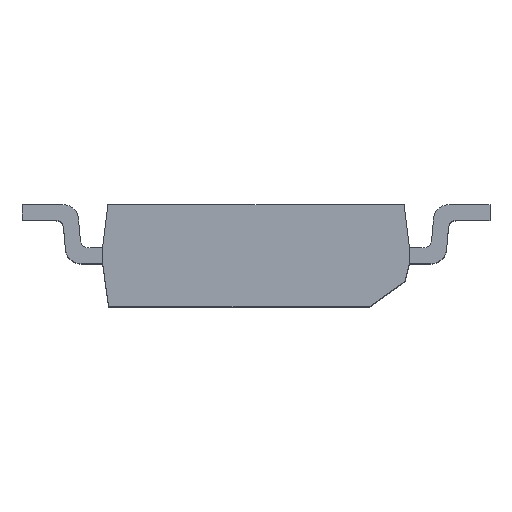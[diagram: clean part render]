
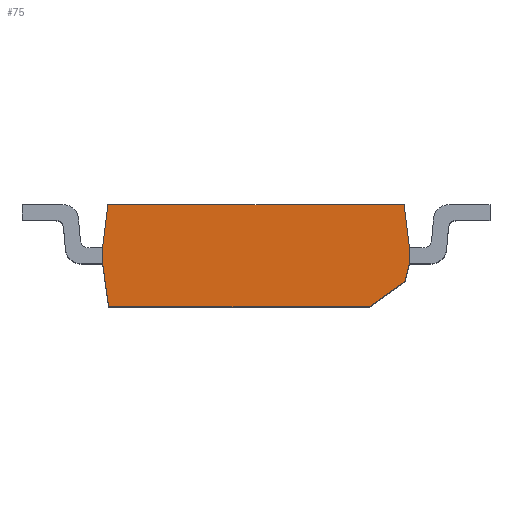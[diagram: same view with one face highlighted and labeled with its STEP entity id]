
A CAD part, top view. The second image highlights one B-rep face of the part: STEP entity #75.
In plain terms, the highlighted planar face has unit normal (0, 0, 1).
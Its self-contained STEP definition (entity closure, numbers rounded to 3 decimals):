
#75=ADVANCED_FACE('',(#3218),#3220,.T.);
#3218=FACE_BOUND('',#3219,.T.);
#3219=EDGE_LOOP('',(#5683,#5684,#5685,#5686,#5687,#5688,#5689,#5690,#5691,#5692,
#5693,#5694,#5695));
#3220=PLANE('',#3221);
#3221=AXIS2_PLACEMENT_3D('',#3222,#3223,#3224);
#3222=CARTESIAN_POINT('',(0.,0.,4.91));
#3223=DIRECTION('',(0.,0.,1.));
#3224=DIRECTION('',(0.,-1.,0.));
#5683=ORIENTED_EDGE('',*,*,#8062,.T.);
#5684=ORIENTED_EDGE('',*,*,#8063,.F.);
#5685=ORIENTED_EDGE('',*,*,#8064,.F.);
#5686=ORIENTED_EDGE('',*,*,#8065,.F.);
#5687=ORIENTED_EDGE('',*,*,#8066,.T.);
#5688=ORIENTED_EDGE('',*,*,#7881,.T.);
#5689=ORIENTED_EDGE('',*,*,#8060,.T.);
#5690=ORIENTED_EDGE('',*,*,#8067,.T.);
#5691=ORIENTED_EDGE('',*,*,#8068,.F.);
#5692=ORIENTED_EDGE('',*,*,#8069,.F.);
#5693=ORIENTED_EDGE('',*,*,#8070,.F.);
#5694=ORIENTED_EDGE('',*,*,#8071,.T.);
#5695=ORIENTED_EDGE('',*,*,#8072,.T.);
#7881=EDGE_CURVE('',#8865,#8863,#8866,.T.);
#8060=EDGE_CURVE('',#8863,#9221,#9223,.T.);
#8062=EDGE_CURVE('',#9225,#9226,#9227,.T.);
#8063=EDGE_CURVE('',#9228,#9226,#9229,.T.);
#8064=EDGE_CURVE('',#9230,#9228,#9231,.T.);
#8065=EDGE_CURVE('',#9232,#9230,#9233,.T.);
#8066=EDGE_CURVE('',#9232,#8865,#9234,.T.);
#8067=EDGE_CURVE('',#9221,#9235,#9236,.T.);
#8068=EDGE_CURVE('',#9237,#9235,#9238,.T.);
#8069=EDGE_CURVE('',#9239,#9237,#9240,.T.);
#8070=EDGE_CURVE('',#9241,#9239,#9242,.T.);
#8071=EDGE_CURVE('',#9241,#9243,#9244,.T.);
#8072=EDGE_CURVE('',#9243,#9225,#9245,.T.);
#8863=VERTEX_POINT('',#10501);
#8865=VERTEX_POINT('',#10505);
#8866=LINE('',#10506,#10507);
#9221=VERTEX_POINT('',#11237);
#9223=LINE('',#11241,#11242);
#9225=VERTEX_POINT('',#11247);
#9226=VERTEX_POINT('',#11248);
#9227=LINE('',#11249,#11250);
#9228=VERTEX_POINT('',#11252);
#9229=LINE('',#11253,#11254);
#9230=VERTEX_POINT('',#11256);
#9231=LINE('',#11257,#11258);
#9232=VERTEX_POINT('',#11260);
#9233=LINE('',#11261,#11262);
#9234=LINE('',#11264,#11265);
#9235=VERTEX_POINT('',#11267);
#9236=LINE('',#11268,#11269);
#9237=VERTEX_POINT('',#11271);
#9238=LINE('',#11272,#11273);
#9239=VERTEX_POINT('',#11275);
#9240=LINE('',#11276,#11277);
#9241=VERTEX_POINT('',#11279);
#9242=LINE('',#11280,#11281);
#9243=VERTEX_POINT('',#11283);
#9244=LINE('',#11284,#11285);
#9245=LINE('',#11287,#11288);
#10501=CARTESIAN_POINT('',(1.441,-0.65,4.91));
#10505=CARTESIAN_POINT('',(-1.873,-0.65,4.91));
#10506=CARTESIAN_POINT('',(-1.873,-0.65,4.91));
#10507=VECTOR('',#10508,1.);
#10508=DIRECTION('',(1.,0.,0.));
#11237=CARTESIAN_POINT('',(1.891,-0.33,4.91));
#11241=CARTESIAN_POINT('',(1.441,-0.65,4.91));
#11242=VECTOR('',#11243,1.);
#11243=DIRECTION('',(0.815,0.58,0.));
#11247=CARTESIAN_POINT('',(-1.882,0.65,4.91));
#11248=CARTESIAN_POINT('',(-1.95,0.1,4.91));
#11249=CARTESIAN_POINT('',(-1.882,0.65,4.91));
#11250=VECTOR('',#11251,1.);
#11251=DIRECTION('',(-0.122,-0.993,0.));
#11252=CARTESIAN_POINT('',(-1.951,0.1,4.91));
#11253=CARTESIAN_POINT('',(-1.951,0.1,4.91));
#11254=VECTOR('',#11255,1.);
#11255=DIRECTION('',(1.,0.,0.));
#11256=CARTESIAN_POINT('',(-1.951,-0.1,4.91));
#11257=CARTESIAN_POINT('',(-1.951,-0.1,4.91));
#11258=VECTOR('',#11259,1.);
#11259=DIRECTION('',(0.,1.,0.));
#11260=CARTESIAN_POINT('',(-1.95,-0.1,4.91));
#11261=CARTESIAN_POINT('',(-1.95,-0.1,4.91));
#11262=VECTOR('',#11263,1.);
#11263=DIRECTION('',(-1.,0.,0.));
#11264=CARTESIAN_POINT('',(-1.95,-0.1,4.91));
#11265=VECTOR('',#11266,1.);
#11266=DIRECTION('',(0.139,-0.99,0.));
#11267=CARTESIAN_POINT('',(1.95,-0.1,4.91));
#11268=CARTESIAN_POINT('',(1.891,-0.33,4.91));
#11269=VECTOR('',#11270,1.);
#11270=DIRECTION('',(0.249,0.968,0.));
#11271=CARTESIAN_POINT('',(1.951,-0.1,4.91));
#11272=CARTESIAN_POINT('',(1.951,-0.1,4.91));
#11273=VECTOR('',#11274,1.);
#11274=DIRECTION('',(-1.,0.,0.));
#11275=CARTESIAN_POINT('',(1.951,0.1,4.91));
#11276=CARTESIAN_POINT('',(1.951,0.1,4.91));
#11277=VECTOR('',#11278,1.);
#11278=DIRECTION('',(0.,-1.,0.));
#11279=CARTESIAN_POINT('',(1.95,0.1,4.91));
#11280=CARTESIAN_POINT('',(1.95,0.1,4.91));
#11281=VECTOR('',#11282,1.);
#11282=DIRECTION('',(1.,0.,0.));
#11283=CARTESIAN_POINT('',(1.882,0.65,4.91));
#11284=CARTESIAN_POINT('',(1.95,0.1,4.91));
#11285=VECTOR('',#11286,1.);
#11286=DIRECTION('',(-0.122,0.993,0.));
#11287=CARTESIAN_POINT('',(1.882,0.65,4.91));
#11288=VECTOR('',#11289,1.);
#11289=DIRECTION('',(-1.,0.,0.));
